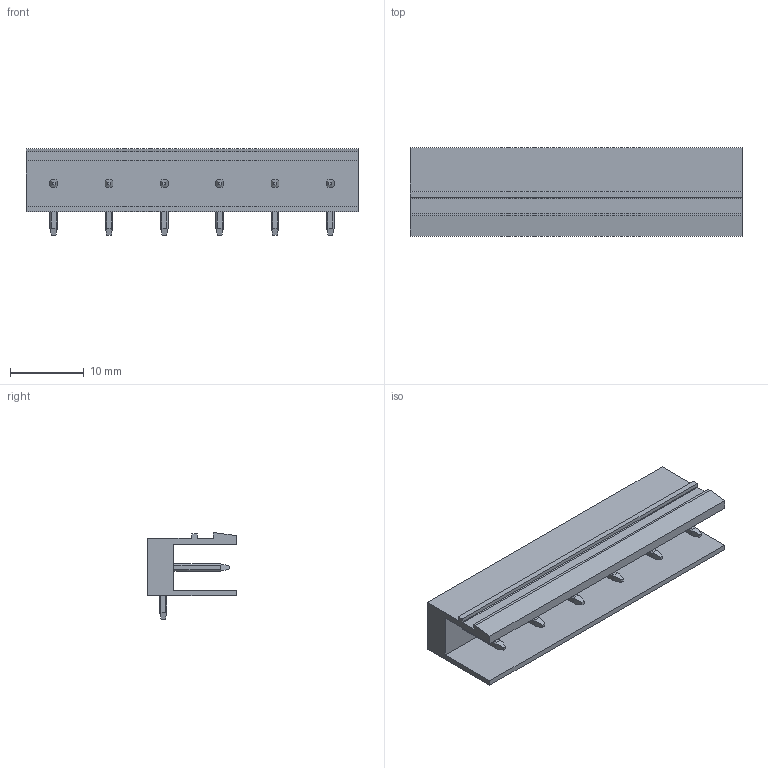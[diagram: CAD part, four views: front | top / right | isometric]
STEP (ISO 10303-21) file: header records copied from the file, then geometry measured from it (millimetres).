
FILE_DESCRIPTION(('CATIA V5 STEP Exchange','CAx-IF Rec.Pracs.--- Model Styling and Organization---1.2---2011-12-15'),'2;1');
FILE_NAME ('D1453803_0_1628400000_1628400000.stp','2018-10-29T07:57:51+00:00',('none'),('Weidmueller'),'CATIA Version 5-6 Release 2014','CATIA V5 STEP AP214','none');
FILE_SCHEMA(('AUTOMOTIVE_DESIGN { 1 0 10303 214 1 1 1 1 }'));
Length unit declared in the file: millimetre
Products named in the file (1): 1628400000
Bounding box: 45 x 12 x 11.7 mm (x, y, z)
Volume: 1985.9 mm3; surface area: 3178.1 mm2
Topology: 7 solids, 7 shells, 247 faces, 651 edges, 418 vertices
Faces by surface type: plane 149, cylinder 98
Entity records: 6949 total; most frequent: CARTESIAN_POINT 1678, ORIENTED_EDGE 1302, DIRECTION 715, EDGE_CURVE 651, VERTEX_POINT 418, VECTOR 407, LINE 407, EDGE_LOOP 259
